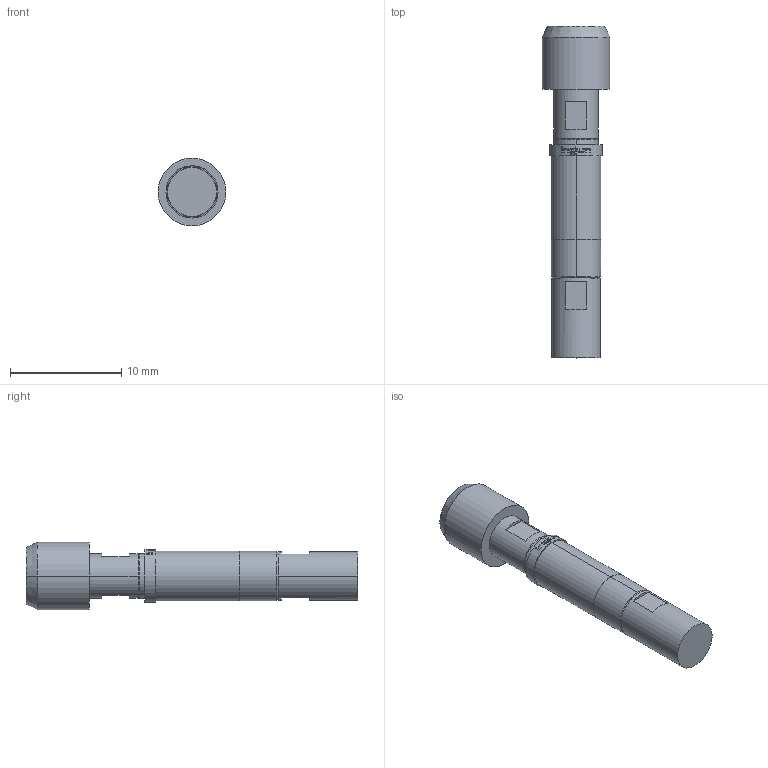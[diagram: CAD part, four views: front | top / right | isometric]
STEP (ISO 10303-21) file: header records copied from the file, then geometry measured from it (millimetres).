
FILE_DESCRIPTION (( 'STEP AP203' ), '1' );
FILE_NAME ('INGUN_HFS-4x0_303_150_A_xx42_RF3.STEP', '2022-04-26T12:24:38', ( 'ochi' ), ( '' ), 'SwSTEP 2.0', 'SolidWorks 2018', '' );
FILE_SCHEMA (( 'CONFIG_CONTROL_DESIGN' ));
Length unit declared in the file: millimetre
Products named in the file (1): INGUN_HFS-4x0_303_150_A_xx42_RF3
Bounding box: 6.1 x 29.9 x 6.1 mm (x, y, z)
Volume: 466 mm3; surface area: 621.2 mm2
Topology: 1 solids, 1 shells, 148 faces, 434 edges, 307 vertices
Faces by surface type: plane 56, cylinder 40, bspline 38, cone 12, torus 2
Entity records: 16455 total; most frequent: CARTESIAN_POINT 12826, ORIENTED_EDGE 864, DIRECTION 458, EDGE_CURVE 432, VERTEX_POINT 307, B_SPLINE_CURVE_WITH_KNOTS 282, EDGE_LOOP 249, AXIS2_PLACEMENT_3D 197
